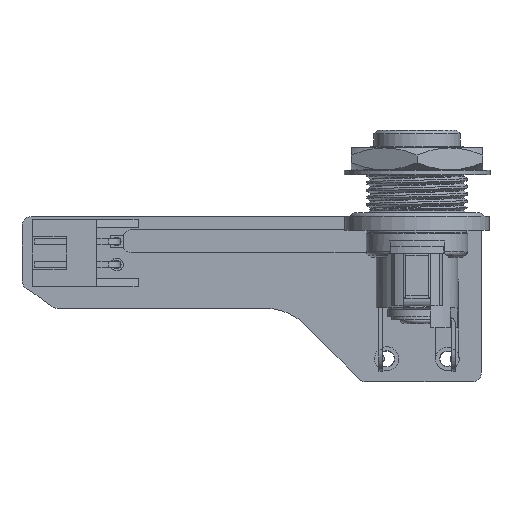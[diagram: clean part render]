
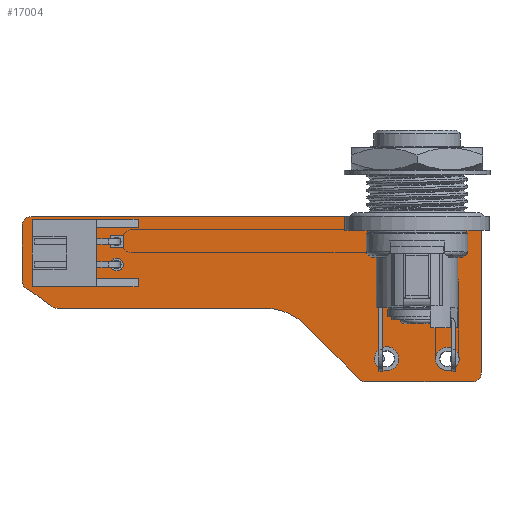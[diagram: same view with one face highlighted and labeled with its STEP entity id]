
A CAD part, front view. The second image highlights one B-rep face of the part: STEP entity #17004.
In plain terms, the highlighted face is planar.
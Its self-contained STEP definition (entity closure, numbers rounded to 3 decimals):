
#371=FACE_BOUND('',#2190,.T.);
#372=FACE_BOUND('',#2191,.T.);
#373=FACE_BOUND('',#2192,.T.);
#374=FACE_BOUND('',#2193,.T.);
#375=FACE_BOUND('',#2194,.T.);
#504=PLANE('',#18167);
#1224=FACE_OUTER_BOUND('',#2189,.T.);
#2189=EDGE_LOOP('',(#12042,#12043,#12044,#12045,#12046,#12047,#12048,#12049,
#12050,#12051,#12052,#12053,#12054,#12055));
#2190=EDGE_LOOP('',(#12056));
#2191=EDGE_LOOP('',(#12057));
#2192=EDGE_LOOP('',(#12058));
#2193=EDGE_LOOP('',(#12059));
#2194=EDGE_LOOP('',(#12060));
#3218=LINE('',#24554,#5153);
#3222=LINE('',#24566,#5157);
#3226=LINE('',#24578,#5161);
#3230=LINE('',#24590,#5165);
#3234=LINE('',#24602,#5169);
#3238=LINE('',#24614,#5173);
#5153=VECTOR('',#19812,10.);
#5157=VECTOR('',#19824,10.);
#5161=VECTOR('',#19836,10.);
#5165=VECTOR('',#19848,10.);
#5169=VECTOR('',#19860,10.);
#5173=VECTOR('',#19872,10.);
#7079=CIRCLE('',#18122,0.415);
#7081=CIRCLE('',#18125,0.816);
#7083=CIRCLE('',#18128,0.841);
#7085=CIRCLE('',#18131,0.816);
#7087=CIRCLE('',#18134,0.415);
#7090=CIRCLE('',#18138,49.15);
#7092=CIRCLE('',#18141,1.);
#7094=CIRCLE('',#18145,1.);
#7096=CIRCLE('',#18149,1.);
#7098=CIRCLE('',#18153,1.);
#7100=CIRCLE('',#18157,1.);
#7102=CIRCLE('',#18161,6.);
#7104=CIRCLE('',#18165,1.);
#7567=VERTEX_POINT('',#24506);
#7569=VERTEX_POINT('',#24512);
#7571=VERTEX_POINT('',#24518);
#7573=VERTEX_POINT('',#24524);
#7575=VERTEX_POINT('',#24530);
#7579=VERTEX_POINT('',#24539);
#7580=VERTEX_POINT('',#24541);
#7582=VERTEX_POINT('',#24547);
#7584=VERTEX_POINT('',#24553);
#7586=VERTEX_POINT('',#24559);
#7588=VERTEX_POINT('',#24565);
#7590=VERTEX_POINT('',#24571);
#7592=VERTEX_POINT('',#24577);
#7594=VERTEX_POINT('',#24583);
#7596=VERTEX_POINT('',#24589);
#7598=VERTEX_POINT('',#24595);
#7600=VERTEX_POINT('',#24601);
#7602=VERTEX_POINT('',#24607);
#7604=VERTEX_POINT('',#24613);
#9281=EDGE_CURVE('',#7567,#7567,#7079,.T.);
#9284=EDGE_CURVE('',#7569,#7569,#7081,.T.);
#9287=EDGE_CURVE('',#7571,#7571,#7083,.T.);
#9290=EDGE_CURVE('',#7573,#7573,#7085,.T.);
#9293=EDGE_CURVE('',#7575,#7575,#7087,.T.);
#9298=EDGE_CURVE('',#7580,#7579,#7090,.T.);
#9301=EDGE_CURVE('',#7582,#7580,#7092,.T.);
#9304=EDGE_CURVE('',#7584,#7582,#3218,.T.);
#9307=EDGE_CURVE('',#7586,#7584,#7094,.T.);
#9310=EDGE_CURVE('',#7588,#7586,#3222,.T.);
#9313=EDGE_CURVE('',#7590,#7588,#7096,.T.);
#9316=EDGE_CURVE('',#7592,#7590,#3226,.T.);
#9319=EDGE_CURVE('',#7594,#7592,#7098,.T.);
#9322=EDGE_CURVE('',#7596,#7594,#3230,.T.);
#9325=EDGE_CURVE('',#7598,#7596,#7100,.T.);
#9328=EDGE_CURVE('',#7600,#7598,#3234,.T.);
#9331=EDGE_CURVE('',#7602,#7600,#7102,.T.);
#9334=EDGE_CURVE('',#7604,#7602,#3238,.T.);
#9337=EDGE_CURVE('',#7579,#7604,#7104,.T.);
#12042=ORIENTED_EDGE('',*,*,#9337,.T.);
#12043=ORIENTED_EDGE('',*,*,#9334,.T.);
#12044=ORIENTED_EDGE('',*,*,#9331,.T.);
#12045=ORIENTED_EDGE('',*,*,#9328,.T.);
#12046=ORIENTED_EDGE('',*,*,#9325,.T.);
#12047=ORIENTED_EDGE('',*,*,#9322,.T.);
#12048=ORIENTED_EDGE('',*,*,#9319,.T.);
#12049=ORIENTED_EDGE('',*,*,#9316,.T.);
#12050=ORIENTED_EDGE('',*,*,#9313,.T.);
#12051=ORIENTED_EDGE('',*,*,#9310,.T.);
#12052=ORIENTED_EDGE('',*,*,#9307,.T.);
#12053=ORIENTED_EDGE('',*,*,#9304,.T.);
#12054=ORIENTED_EDGE('',*,*,#9301,.T.);
#12055=ORIENTED_EDGE('',*,*,#9298,.T.);
#12056=ORIENTED_EDGE('',*,*,#9281,.T.);
#12057=ORIENTED_EDGE('',*,*,#9284,.T.);
#12058=ORIENTED_EDGE('',*,*,#9287,.T.);
#12059=ORIENTED_EDGE('',*,*,#9290,.T.);
#12060=ORIENTED_EDGE('',*,*,#9293,.T.);
#17004=ADVANCED_FACE('',(#1224,#371,#372,#373,#374,#375),#504,.F.);
#18122=AXIS2_PLACEMENT_3D('',#24507,#19761,#19762);
#18125=AXIS2_PLACEMENT_3D('',#24513,#19768,#19769);
#18128=AXIS2_PLACEMENT_3D('',#24519,#19775,#19776);
#18131=AXIS2_PLACEMENT_3D('',#24525,#19782,#19783);
#18134=AXIS2_PLACEMENT_3D('',#24531,#19789,#19790);
#18138=AXIS2_PLACEMENT_3D('',#24542,#19799,#19800);
#18141=AXIS2_PLACEMENT_3D('',#24548,#19806,#19807);
#18145=AXIS2_PLACEMENT_3D('',#24560,#19818,#19819);
#18149=AXIS2_PLACEMENT_3D('',#24572,#19830,#19831);
#18153=AXIS2_PLACEMENT_3D('',#24584,#19842,#19843);
#18157=AXIS2_PLACEMENT_3D('',#24596,#19854,#19855);
#18161=AXIS2_PLACEMENT_3D('',#24608,#19866,#19867);
#18165=AXIS2_PLACEMENT_3D('',#24618,#19878,#19879);
#18167=AXIS2_PLACEMENT_3D('',#24620,#19882,#19883);
#19761=DIRECTION('center_axis',(0.,0.,1.));
#19762=DIRECTION('ref_axis',(1.,0.,0.));
#19768=DIRECTION('center_axis',(0.,0.,1.));
#19769=DIRECTION('ref_axis',(1.,0.,0.));
#19775=DIRECTION('center_axis',(0.,0.,1.));
#19776=DIRECTION('ref_axis',(1.,0.,0.));
#19782=DIRECTION('center_axis',(0.,0.,1.));
#19783=DIRECTION('ref_axis',(1.,0.,0.));
#19789=DIRECTION('center_axis',(0.,0.,1.));
#19790=DIRECTION('ref_axis',(1.,0.,0.));
#19799=DIRECTION('center_axis',(0.,0.,1.));
#19800=DIRECTION('ref_axis',(0.549,-0.836,0.));
#19806=DIRECTION('center_axis',(0.,0.,-1.));
#19807=DIRECTION('ref_axis',(-0.549,0.836,0.));
#19812=DIRECTION('',(0.,1.,0.));
#19818=DIRECTION('center_axis',(0.,0.,-1.));
#19819=DIRECTION('ref_axis',(-1.,0.,0.));
#19824=DIRECTION('',(-1.,0.,0.));
#19830=DIRECTION('center_axis',(0.,0.,-1.));
#19831=DIRECTION('ref_axis',(0.,-1.,0.));
#19836=DIRECTION('',(0.,-1.,0.));
#19842=DIRECTION('center_axis',(0.,0.,-1.));
#19843=DIRECTION('ref_axis',(1.,0.,0.));
#19848=DIRECTION('',(1.,0.,0.));
#19854=DIRECTION('center_axis',(0.,0.,-1.));
#19855=DIRECTION('ref_axis',(0.,1.,0.));
#19860=DIRECTION('',(0.707,0.707,0.));
#19866=DIRECTION('center_axis',(0.,0.,1.));
#19867=DIRECTION('ref_axis',(0.,-1.,0.));
#19872=DIRECTION('',(1.,0.,0.));
#19878=DIRECTION('center_axis',(0.,0.,-1.));
#19879=DIRECTION('ref_axis',(0.,1.,0.));
#19882=DIRECTION('center_axis',(0.,0.,1.));
#19883=DIRECTION('ref_axis',(1.,0.,0.));
#24506=CARTESIAN_POINT('',(9.915,2.724,-0.053));
#24507=CARTESIAN_POINT('Origin',(10.33,2.724,-0.053));
#24512=CARTESIAN_POINT('',(45.486,15.494,-0.053));
#24513=CARTESIAN_POINT('Origin',(46.302,15.494,-0.053));
#24518=CARTESIAN_POINT('',(38.857,15.494,-0.053));
#24519=CARTESIAN_POINT('Origin',(39.698,15.494,-0.053));
#24524=CARTESIAN_POINT('',(42.184,9.906,-0.053));
#24525=CARTESIAN_POINT('Origin',(43.,9.906,-0.053));
#24530=CARTESIAN_POINT('',(9.915,5.224,-0.053));
#24531=CARTESIAN_POINT('Origin',(10.33,5.224,-0.053));
#24539=CARTESIAN_POINT('',(3.25,9.796,-0.053));
#24541=CARTESIAN_POINT('',(0.451,7.815,-0.053));
#24542=CARTESIAN_POINT('Origin',(-26.525,48.9,-0.053));
#24547=CARTESIAN_POINT('',(0.,6.979,-0.053));
#24548=CARTESIAN_POINT('Origin',(1.,6.979,-0.053));
#24553=CARTESIAN_POINT('',(0.,1.,-0.053));
#24554=CARTESIAN_POINT('',(0.,1.,-0.053));
#24559=CARTESIAN_POINT('',(1.,0.,-0.053));
#24560=CARTESIAN_POINT('Origin',(1.,1.,-0.053));
#24565=CARTESIAN_POINT('',(49.,0.,-0.053));
#24566=CARTESIAN_POINT('',(49.,0.,-0.053));
#24571=CARTESIAN_POINT('',(50.,1.,-0.053));
#24572=CARTESIAN_POINT('Origin',(49.,1.,-0.053));
#24577=CARTESIAN_POINT('',(50.,17.,-0.053));
#24578=CARTESIAN_POINT('',(50.,1.,-0.053));
#24583=CARTESIAN_POINT('',(49.,18.,-0.053));
#24584=CARTESIAN_POINT('Origin',(49.,17.,-0.053));
#24589=CARTESIAN_POINT('',(37.414,18.,-0.053));
#24590=CARTESIAN_POINT('',(49.,18.,-0.053));
#24595=CARTESIAN_POINT('',(36.707,17.707,-0.053));
#24596=CARTESIAN_POINT('Origin',(37.414,17.,-0.053));
#24601=CARTESIAN_POINT('',(30.757,11.757,-0.053));
#24602=CARTESIAN_POINT('',(30.757,11.757,-0.053));
#24607=CARTESIAN_POINT('',(26.515,10.,-0.053));
#24608=CARTESIAN_POINT('Origin',(26.515,16.,-0.053));
#24613=CARTESIAN_POINT('',(3.856,10.,-0.053));
#24614=CARTESIAN_POINT('',(3.856,10.,-0.053));
#24618=CARTESIAN_POINT('Origin',(3.856,9.,-0.053));
#24620=CARTESIAN_POINT('Origin',(25.,9.,-0.053));
